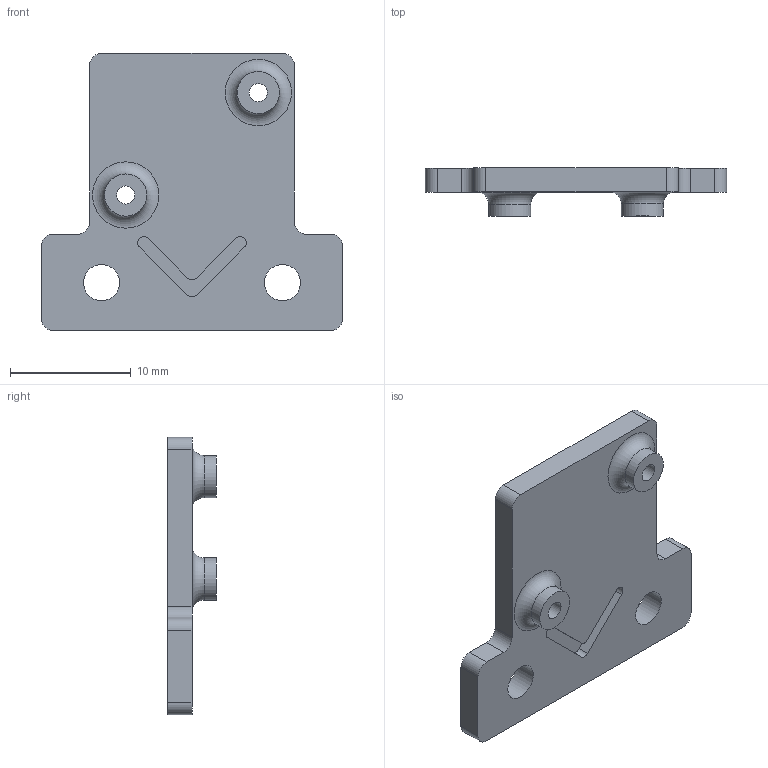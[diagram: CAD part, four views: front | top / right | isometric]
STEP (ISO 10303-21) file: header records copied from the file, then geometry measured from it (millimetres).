
FILE_DESCRIPTION(/* description */ (''),/* implementation_level */ '2;1');
FILE_NAME(/* name */ 'devFrame Seeed ThoneFlow Mount.step',/* time_stamp */ '2020-01-14T15:58:32-06:00',/* author */ (''),/* organization */ (''),/* preprocessor_version */ 'ST-DEVELOPER v18',/* originating_system */ 'Autodesk Translation Framework v8.12.0.6',/* authorisation */ '');
FILE_SCHEMA (('AUTOMOTIVE_DESIGN { 1 0 10303 214 3 1 1 }'));
Length unit declared in the file: millimetre
Products named in the file (1): devFrame Seeed ThoneFlow Mount
Bounding box: 25 x 4 x 23 mm (x, y, z)
Volume: 897.6 mm3; surface area: 1194.2 mm2
Topology: 1 solids, 1 shells, 37 faces, 98 edges, 66 vertices
Faces by surface type: cylinder 18, plane 17, torus 2
Full cylindrical faces by diameter (mm): 1.5 x2, 3 x2, 3.5 x2
Entity records: 1221 total; most frequent: DIRECTION 218, CARTESIAN_POINT 202, ORIENTED_EDGE 196, EDGE_CURVE 98, AXIS2_PLACEMENT_3D 82, VERTEX_POINT 66, LINE 54, VECTOR 54
